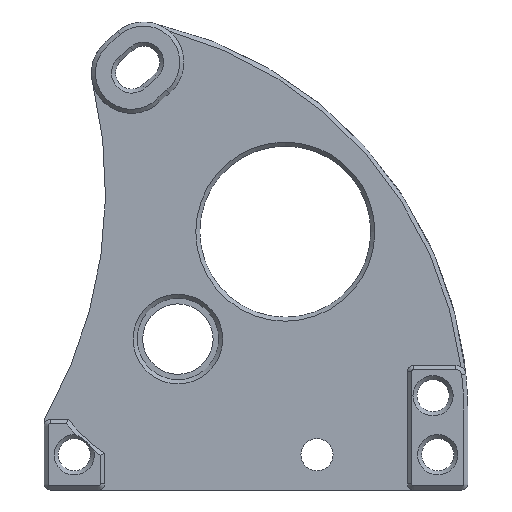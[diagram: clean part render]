
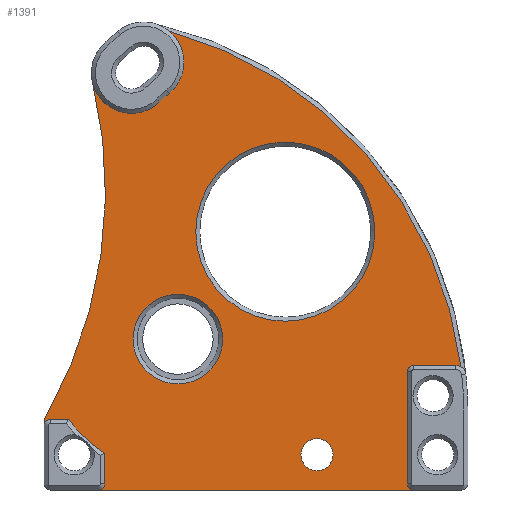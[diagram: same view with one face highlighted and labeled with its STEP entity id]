
A CAD part, left-side view. The second image highlights one B-rep face of the part: STEP entity #1391.
In plain terms, the highlighted planar face has unit normal (-1, 0, 0).
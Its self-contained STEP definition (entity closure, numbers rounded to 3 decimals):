
#48=FACE_BOUND('',#181,.T.);
#49=FACE_BOUND('',#182,.T.);
#50=FACE_BOUND('',#183,.T.);
#62=PLANE('',#1496);
#91=FACE_OUTER_BOUND('',#180,.T.);
#180=EDGE_LOOP('',(#936,#937,#938,#939,#940,#941,#942,#943,#944,#945,#946,
#947,#948,#949,#950,#951,#952));
#181=EDGE_LOOP('',(#953));
#182=EDGE_LOOP('',(#954));
#183=EDGE_LOOP('',(#955));
#283=LINE('',#2167,#395);
#284=LINE('',#2171,#396);
#285=LINE('',#2175,#397);
#286=LINE('',#2179,#398);
#287=LINE('',#2183,#399);
#288=LINE('',#2187,#400);
#395=VECTOR('',#1694,10.);
#396=VECTOR('',#1697,10.);
#397=VECTOR('',#1700,10.);
#398=VECTOR('',#1703,10.);
#399=VECTOR('',#1706,10.);
#400=VECTOR('',#1709,10.);
#506=CIRCLE('',#1494,4.45);
#508=CIRCLE('',#1497,39.574);
#509=CIRCLE('',#1498,4.);
#510=CIRCLE('',#1499,17.957);
#511=CIRCLE('',#1500,4.);
#512=CIRCLE('',#1501,45.392);
#513=CIRCLE('',#1502,0.6);
#514=CIRCLE('',#1503,13.5);
#515=CIRCLE('',#1504,0.6);
#516=CIRCLE('',#1505,0.6);
#517=CIRCLE('',#1506,0.6);
#518=CIRCLE('',#1507,1.);
#519=CIRCLE('',#1508,8.9);
#520=CIRCLE('',#1509,1.6);
#597=VERTEX_POINT('',#2149);
#599=VERTEX_POINT('',#2155);
#600=VERTEX_POINT('',#2156);
#601=VERTEX_POINT('',#2158);
#602=VERTEX_POINT('',#2160);
#603=VERTEX_POINT('',#2162);
#604=VERTEX_POINT('',#2164);
#605=VERTEX_POINT('',#2166);
#606=VERTEX_POINT('',#2168);
#607=VERTEX_POINT('',#2170);
#608=VERTEX_POINT('',#2172);
#609=VERTEX_POINT('',#2174);
#610=VERTEX_POINT('',#2176);
#611=VERTEX_POINT('',#2178);
#612=VERTEX_POINT('',#2180);
#613=VERTEX_POINT('',#2182);
#614=VERTEX_POINT('',#2184);
#615=VERTEX_POINT('',#2186);
#616=VERTEX_POINT('',#2189);
#617=VERTEX_POINT('',#2191);
#721=EDGE_CURVE('',#597,#597,#506,.T.);
#724=EDGE_CURVE('',#599,#600,#508,.T.);
#725=EDGE_CURVE('',#599,#601,#509,.T.);
#726=EDGE_CURVE('',#601,#602,#510,.T.);
#727=EDGE_CURVE('',#602,#603,#511,.T.);
#728=EDGE_CURVE('',#603,#604,#512,.F.);
#729=EDGE_CURVE('',#604,#605,#283,.T.);
#730=EDGE_CURVE('',#605,#606,#513,.T.);
#731=EDGE_CURVE('',#606,#607,#284,.T.);
#732=EDGE_CURVE('',#607,#608,#514,.T.);
#733=EDGE_CURVE('',#608,#609,#285,.T.);
#734=EDGE_CURVE('',#610,#609,#515,.F.);
#735=EDGE_CURVE('',#610,#611,#286,.F.);
#736=EDGE_CURVE('',#612,#611,#516,.F.);
#737=EDGE_CURVE('',#612,#613,#287,.T.);
#738=EDGE_CURVE('',#614,#613,#517,.F.);
#739=EDGE_CURVE('',#614,#615,#288,.T.);
#740=EDGE_CURVE('',#600,#615,#518,.F.);
#741=EDGE_CURVE('',#616,#616,#519,.T.);
#742=EDGE_CURVE('',#617,#617,#520,.F.);
#936=ORIENTED_EDGE('',*,*,#724,.F.);
#937=ORIENTED_EDGE('',*,*,#725,.T.);
#938=ORIENTED_EDGE('',*,*,#726,.T.);
#939=ORIENTED_EDGE('',*,*,#727,.T.);
#940=ORIENTED_EDGE('',*,*,#728,.T.);
#941=ORIENTED_EDGE('',*,*,#729,.T.);
#942=ORIENTED_EDGE('',*,*,#730,.T.);
#943=ORIENTED_EDGE('',*,*,#731,.T.);
#944=ORIENTED_EDGE('',*,*,#732,.T.);
#945=ORIENTED_EDGE('',*,*,#733,.T.);
#946=ORIENTED_EDGE('',*,*,#734,.F.);
#947=ORIENTED_EDGE('',*,*,#735,.T.);
#948=ORIENTED_EDGE('',*,*,#736,.F.);
#949=ORIENTED_EDGE('',*,*,#737,.T.);
#950=ORIENTED_EDGE('',*,*,#738,.F.);
#951=ORIENTED_EDGE('',*,*,#739,.T.);
#952=ORIENTED_EDGE('',*,*,#740,.F.);
#953=ORIENTED_EDGE('',*,*,#741,.F.);
#954=ORIENTED_EDGE('',*,*,#742,.T.);
#955=ORIENTED_EDGE('',*,*,#721,.F.);
#1391=ADVANCED_FACE('',(#91,#48,#49,#50),#62,.F.);
#1494=AXIS2_PLACEMENT_3D('',#2150,#1677,#1678);
#1496=AXIS2_PLACEMENT_3D('',#2154,#1682,#1683);
#1497=AXIS2_PLACEMENT_3D('',#2157,#1684,#1685);
#1498=AXIS2_PLACEMENT_3D('',#2159,#1686,#1687);
#1499=AXIS2_PLACEMENT_3D('',#2161,#1688,#1689);
#1500=AXIS2_PLACEMENT_3D('',#2163,#1690,#1691);
#1501=AXIS2_PLACEMENT_3D('',#2165,#1692,#1693);
#1502=AXIS2_PLACEMENT_3D('',#2169,#1695,#1696);
#1503=AXIS2_PLACEMENT_3D('',#2173,#1698,#1699);
#1504=AXIS2_PLACEMENT_3D('',#2177,#1701,#1702);
#1505=AXIS2_PLACEMENT_3D('',#2181,#1704,#1705);
#1506=AXIS2_PLACEMENT_3D('',#2185,#1707,#1708);
#1507=AXIS2_PLACEMENT_3D('',#2188,#1710,#1711);
#1508=AXIS2_PLACEMENT_3D('',#2190,#1712,#1713);
#1509=AXIS2_PLACEMENT_3D('',#2192,#1714,#1715);
#1677=DIRECTION('center_axis',(-1.,0.,0.));
#1678=DIRECTION('ref_axis',(0.,0.,-1.));
#1682=DIRECTION('center_axis',(1.,0.,0.));
#1683=DIRECTION('ref_axis',(0.,0.,-1.));
#1684=DIRECTION('center_axis',(1.,0.,0.));
#1685=DIRECTION('ref_axis',(0.,-0.215,0.977));
#1686=DIRECTION('center_axis',(1.,0.,0.));
#1687=DIRECTION('ref_axis',(0.,-0.642,-0.767));
#1688=DIRECTION('center_axis',(-1.,0.,0.));
#1689=DIRECTION('ref_axis',(0.,0.642,0.767));
#1690=DIRECTION('center_axis',(1.,0.,0.));
#1691=DIRECTION('ref_axis',(0.,0.696,0.718));
#1692=DIRECTION('center_axis',(-1.,0.,0.));
#1693=DIRECTION('ref_axis',(0.,-0.972,0.237));
#1694=DIRECTION('',(0.,0.,-1.));
#1695=DIRECTION('center_axis',(1.,0.,0.));
#1696=DIRECTION('ref_axis',(0.,0.707,0.707));
#1697=DIRECTION('',(0.,-1.,0.));
#1698=DIRECTION('center_axis',(-1.,0.,0.));
#1699=DIRECTION('ref_axis',(0.,-1.,0.));
#1700=DIRECTION('',(0.,0.,-1.));
#1701=DIRECTION('center_axis',(1.,0.,0.));
#1702=DIRECTION('ref_axis',(0.,-0.707,-0.707));
#1703=DIRECTION('',(0.,1.,0.));
#1704=DIRECTION('center_axis',(1.,0.,0.));
#1705=DIRECTION('ref_axis',(0.,0.707,-0.707));
#1706=DIRECTION('',(0.,0.,1.));
#1707=DIRECTION('center_axis',(1.,0.,0.));
#1708=DIRECTION('ref_axis',(0.,0.707,0.707));
#1709=DIRECTION('',(0.,-1.,0.));
#1710=DIRECTION('center_axis',(1.,0.,0.));
#1711=DIRECTION('ref_axis',(0.,-0.67,0.742));
#1712=DIRECTION('center_axis',(-1.,0.,0.));
#1713=DIRECTION('ref_axis',(0.,0.,-1.));
#1714=DIRECTION('center_axis',(-1.,0.,0.));
#1715=DIRECTION('ref_axis',(0.,0.,-1.));
#2149=CARTESIAN_POINT('',(-2.575,0.,4.45));
#2150=CARTESIAN_POINT('Origin',(-2.575,0.,0.));
#2154=CARTESIAN_POINT('Origin',(-2.575,-7.765,8.26));
#2155=CARTESIAN_POINT('',(-2.575,0.86,30.601));
#2156=CARTESIAN_POINT('',(-2.575,-28.132,-2.772));
#2157=CARTESIAN_POINT('Origin',(-2.575,11.145,-7.614));
#2158=CARTESIAN_POINT('',(-2.575,0.844,24.451));
#2159=CARTESIAN_POINT('Origin',(-2.575,3.411,27.519));
#2160=CARTESIAN_POINT('',(-2.575,1.817,23.576));
#2161=CARTESIAN_POINT('Origin',(-2.575,-10.677,10.677));
#2162=CARTESIAN_POINT('',(-2.575,8.486,25.501));
#2163=CARTESIAN_POINT('Origin',(-2.575,4.6,26.449));
#2164=CARTESIAN_POINT('',(-2.575,13.3,-8.));
#2165=CARTESIAN_POINT('Origin',(-2.575,52.584,14.742));
#2166=CARTESIAN_POINT('',(-2.575,13.3,-8.6));
#2167=CARTESIAN_POINT('',(-2.575,13.3,0.13));
#2168=CARTESIAN_POINT('',(-2.575,12.7,-8.));
#2169=CARTESIAN_POINT('Origin',(-2.575,12.7,-8.6));
#2170=CARTESIAN_POINT('',(-2.575,10.874,-8.));
#2171=CARTESIAN_POINT('',(-2.575,1.555,-8.));
#2172=CARTESIAN_POINT('',(-2.575,7.3,-11.356));
#2173=CARTESIAN_POINT('Origin',(-2.575,0.,0.));
#2174=CARTESIAN_POINT('',(-2.575,7.3,-14.4));
#2175=CARTESIAN_POINT('',(-2.575,7.3,-3.37));
#2176=CARTESIAN_POINT('',(-2.575,7.9,-15.));
#2177=CARTESIAN_POINT('Origin',(-2.575,7.9,-14.4));
#2178=CARTESIAN_POINT('',(-2.575,-23.427,-15.));
#2179=CARTESIAN_POINT('',(-2.575,2.768,-15.));
#2180=CARTESIAN_POINT('',(-2.575,-22.827,-14.4));
#2181=CARTESIAN_POINT('Origin',(-2.575,-23.427,-14.4));
#2182=CARTESIAN_POINT('',(-2.575,-22.827,-3.235));
#2183=CARTESIAN_POINT('',(-2.575,-22.827,2.812));
#2184=CARTESIAN_POINT('',(-2.575,-23.427,-2.635));
#2185=CARTESIAN_POINT('Origin',(-2.575,-23.427,-3.235));
#2186=CARTESIAN_POINT('',(-2.575,-27.626,-2.635));
#2187=CARTESIAN_POINT('',(-2.575,-18.141,-2.635));
#2188=CARTESIAN_POINT('Origin',(-2.575,-27.626,-3.635));
#2189=CARTESIAN_POINT('',(-2.575,-10.677,19.577));
#2190=CARTESIAN_POINT('Origin',(-2.575,-10.677,10.677));
#2191=CARTESIAN_POINT('',(-2.575,-13.827,-9.9));
#2192=CARTESIAN_POINT('Origin',(-2.575,-13.827,-11.5));
